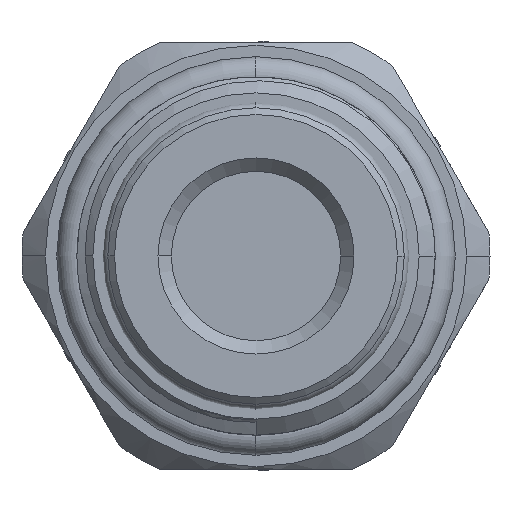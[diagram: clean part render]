
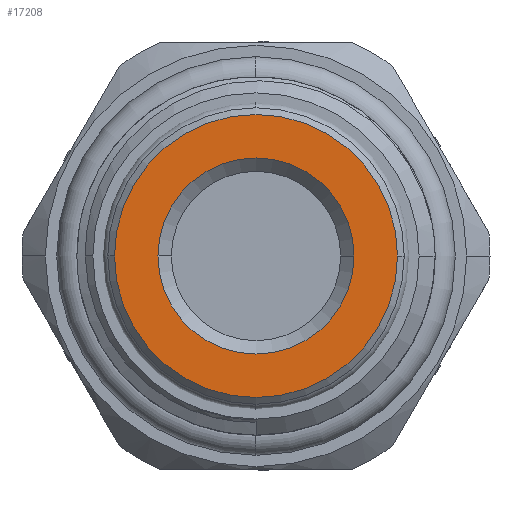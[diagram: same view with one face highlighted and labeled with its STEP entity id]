
A CAD part, left-side view. The second image highlights one B-rep face of the part: STEP entity #17208.
In plain terms, the highlighted planar face has unit normal (-1, 0, 0).
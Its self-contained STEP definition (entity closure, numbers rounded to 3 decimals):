
#2824 = VERTEX_POINT ( 'NONE', #4847 ) ;
#3194 = DIRECTION ( 'NONE',  ( 0., -1., 0. ) ) ;
#3548 = CARTESIAN_POINT ( 'NONE',  ( -65.05, 0., 0. ) ) ;
#3854 = AXIS2_PLACEMENT_3D ( 'NONE', #22063, #5103, #9877 ) ;
#3880 = EDGE_LOOP ( 'NONE', ( #20886, #23858 ) ) ;
#4531 = CARTESIAN_POINT ( 'NONE',  ( -65.05, 10.615, 0. ) ) ;
#4847 = CARTESIAN_POINT ( 'NONE',  ( -65.05, -7.35, 0. ) ) ;
#5103 = DIRECTION ( 'NONE',  ( -1., 0., 0. ) ) ;
#5822 = DIRECTION ( 'NONE',  ( 0., 1., 0. ) ) ;
#5988 = CIRCLE ( 'NONE', #3854, 7.35 ) ;
#6034 = AXIS2_PLACEMENT_3D ( 'NONE', #19915, #10539, #15015 ) ;
#7176 = CIRCLE ( 'NONE', #10728, 7.35 ) ;
#8594 = FACE_OUTER_BOUND ( 'NONE', #3880, .T. ) ;
#9877 = DIRECTION ( 'NONE',  ( 0., 1., 0. ) ) ;
#10152 = VERTEX_POINT ( 'NONE', #4531 ) ;
#10539 = DIRECTION ( 'NONE',  ( 1., 0., 0. ) ) ;
#10728 = AXIS2_PLACEMENT_3D ( 'NONE', #3548, #27461, #5822 ) ;
#11195 = EDGE_CURVE ( 'NONE', #2824, #30784, #7176, .T. ) ;
#12460 = DIRECTION ( 'NONE',  ( -1., 0., 0. ) ) ;
#12485 = DIRECTION ( 'NONE',  ( 0., -1., 0. ) ) ;
#12634 = ORIENTED_EDGE ( 'NONE', *, *, #11195, .F. ) ;
#13183 = CARTESIAN_POINT ( 'NONE',  ( -65.05, -10.615, 0. ) ) ;
#14773 = CARTESIAN_POINT ( 'NONE',  ( -65.05, 0., 0. ) ) ;
#15015 = DIRECTION ( 'NONE',  ( 0., -1., 0. ) ) ;
#15035 = CARTESIAN_POINT ( 'NONE',  ( -65.05, 0., 0. ) ) ;
#15710 = ORIENTED_EDGE ( 'NONE', *, *, #17757, .F. ) ;
#16572 = EDGE_LOOP ( 'NONE', ( #15710, #12634 ) ) ;
#17208 = ADVANCED_FACE ( 'NONE', ( #8594, #20878 ), #29584, .F. ) ;
#17619 = AXIS2_PLACEMENT_3D ( 'NONE', #14773, #19555, #12485 ) ;
#17757 = EDGE_CURVE ( 'NONE', #30784, #2824, #5988, .T. ) ;
#17855 = CIRCLE ( 'NONE', #17619, 10.615 ) ;
#18902 = EDGE_CURVE ( 'NONE', #10152, #23025, #17855, .T. ) ;
#19215 = CARTESIAN_POINT ( 'NONE',  ( -65.05, 7.35, 0. ) ) ;
#19555 = DIRECTION ( 'NONE',  ( -1., 0., 0. ) ) ;
#19596 = EDGE_CURVE ( 'NONE', #23025, #10152, #27510, .T. ) ;
#19915 = CARTESIAN_POINT ( 'NONE',  ( -65.05, 0., -11.115 ) ) ;
#20878 = FACE_BOUND ( 'NONE', #16572, .T. ) ;
#20886 = ORIENTED_EDGE ( 'NONE', *, *, #19596, .T. ) ;
#22063 = CARTESIAN_POINT ( 'NONE',  ( -65.05, 0., 0. ) ) ;
#23025 = VERTEX_POINT ( 'NONE', #13183 ) ;
#23858 = ORIENTED_EDGE ( 'NONE', *, *, #18902, .T. ) ;
#27461 = DIRECTION ( 'NONE',  ( -1., 0., 0. ) ) ;
#27510 = CIRCLE ( 'NONE', #30388, 10.615 ) ;
#29584 = PLANE ( 'NONE',  #6034 ) ;
#30388 = AXIS2_PLACEMENT_3D ( 'NONE', #15035, #12460, #3194 ) ;
#30784 = VERTEX_POINT ( 'NONE', #19215 ) ;
